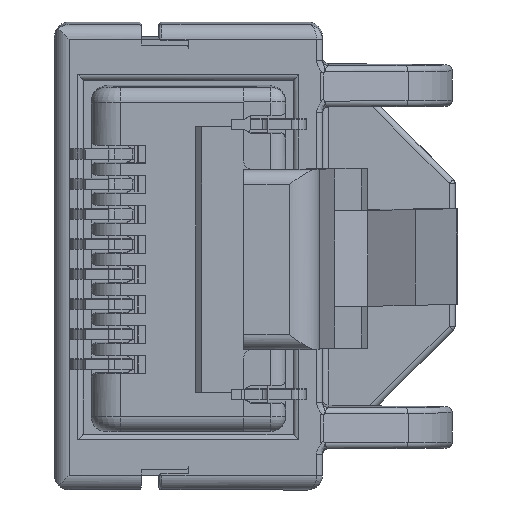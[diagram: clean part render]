
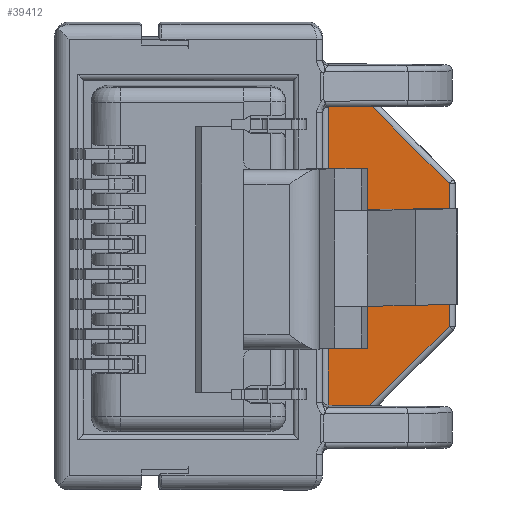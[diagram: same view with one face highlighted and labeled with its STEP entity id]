
A CAD part, left-side view. The second image highlights one B-rep face of the part: STEP entity #39412.
In plain terms, the highlighted planar face has unit normal (-1, 0, -0.006).
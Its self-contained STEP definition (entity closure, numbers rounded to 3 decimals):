
#174 = VECTOR ( 'NONE', #38290, 1000. ) ;
#233 = ORIENTED_EDGE ( 'NONE', *, *, #36488, .T. ) ;
#251 = LINE ( 'NONE', #27877, #28732 ) ;
#942 = CARTESIAN_POINT ( 'NONE',  ( -85.644, -12.3, -7.366 ) ) ;
#3155 = VERTEX_POINT ( 'NONE', #14775 ) ;
#4182 = ORIENTED_EDGE ( 'NONE', *, *, #12796, .T. ) ;
#4283 = VECTOR ( 'NONE', #22512, 1000. ) ;
#4495 = EDGE_LOOP ( 'NONE', ( #8751, #4182, #26700, #233, #23144, #24015 ) ) ;
#5418 = FACE_OUTER_BOUND ( 'NONE', #4495, .T. ) ;
#5509 = DIRECTION ( 'NONE',  ( 0., -1., 0. ) ) ;
#5901 = VERTEX_POINT ( 'NONE', #6351 ) ;
#6351 = CARTESIAN_POINT ( 'NONE',  ( -85.597, -12.1, -15.083 ) ) ;
#7363 = LINE ( 'NONE', #39390, #23270 ) ;
#7690 = EDGE_CURVE ( 'NONE', #5901, #22659, #32953, .T. ) ;
#8751 = ORIENTED_EDGE ( 'NONE', *, *, #23992, .T. ) ;
#10684 = VERTEX_POINT ( 'NONE', #23920 ) ;
#11205 = CARTESIAN_POINT ( 'NONE',  ( -85.644, -9.159, -7.308 ) ) ;
#11383 = VECTOR ( 'NONE', #22034, 1000. ) ;
#12796 = EDGE_CURVE ( 'NONE', #36705, #19630, #251, .T. ) ;
#13711 = DIRECTION ( 'NONE',  ( 1., 0., 0.006 ) ) ;
#13789 = VECTOR ( 'NONE', #19465, 1000. ) ;
#14775 = CARTESIAN_POINT ( 'NONE',  ( -85.579, -9.217, -17.966 ) ) ;
#16926 = AXIS2_PLACEMENT_3D ( 'NONE', #35532, #13711, #26340 ) ;
#19465 = DIRECTION ( 'NONE',  ( -0.004, 0.707, 0.707 ) ) ;
#19630 = VERTEX_POINT ( 'NONE', #39581 ) ;
#20158 = CARTESIAN_POINT ( 'NONE',  ( -85.627, -12.1, -10.166 ) ) ;
#22034 = DIRECTION ( 'NONE',  ( -0.004, -0.707, 0.707 ) ) ;
#22512 = DIRECTION ( 'NONE',  ( 0., 1., 0. ) ) ;
#22659 = VERTEX_POINT ( 'NONE', #23809 ) ;
#23144 = ORIENTED_EDGE ( 'NONE', *, *, #7690, .T. ) ;
#23270 = VECTOR ( 'NONE', #5509, 1000. ) ;
#23809 = CARTESIAN_POINT ( 'NONE',  ( -85.626, -12.1, -10.249 ) ) ;
#23920 = CARTESIAN_POINT ( 'NONE',  ( -85.644, -9.217, -7.366 ) ) ;
#23992 = EDGE_CURVE ( 'NONE', #10684, #36705, #33169, .T. ) ;
#24015 = ORIENTED_EDGE ( 'NONE', *, *, #37596, .T. ) ;
#24596 = CARTESIAN_POINT ( 'NONE',  ( -85.597, -12.159, -15.025 ) ) ;
#24856 = LINE ( 'NONE', #11205, #13789 ) ;
#26340 = DIRECTION ( 'NONE',  ( -0.006, 0., 1. ) ) ;
#26700 = ORIENTED_EDGE ( 'NONE', *, *, #38977, .T. ) ;
#27877 = CARTESIAN_POINT ( 'NONE',  ( -85.645, -8., -7.166 ) ) ;
#28732 = VECTOR ( 'NONE', #37488, 1000. ) ;
#29192 = PLANE ( 'NONE',  #16926 ) ;
#32953 = LINE ( 'NONE', #20158, #174 ) ;
#33169 = LINE ( 'NONE', #942, #4283 ) ;
#35532 = CARTESIAN_POINT ( 'NONE',  ( -85.645, -12.3, -7.166 ) ) ;
#35775 = CARTESIAN_POINT ( 'NONE',  ( -85.644, -8., -7.366 ) ) ;
#36488 = EDGE_CURVE ( 'NONE', #3155, #5901, #39420, .T. ) ;
#36705 = VERTEX_POINT ( 'NONE', #35775 ) ;
#37488 = DIRECTION ( 'NONE',  ( 0.006, 0., -1. ) ) ;
#37596 = EDGE_CURVE ( 'NONE', #22659, #10684, #24856, .T. ) ;
#38290 = DIRECTION ( 'NONE',  ( -0.006, 0., 1. ) ) ;
#38977 = EDGE_CURVE ( 'NONE', #19630, #3155, #7363, .T. ) ;
#39390 = CARTESIAN_POINT ( 'NONE',  ( -85.579, -12.3, -17.966 ) ) ;
#39412 = ADVANCED_FACE ( 'NONE', ( #5418 ), #29192, .F. ) ;
#39420 = LINE ( 'NONE', #24596, #11383 ) ;
#39581 = CARTESIAN_POINT ( 'NONE',  ( -85.579, -8., -17.966 ) ) ;
